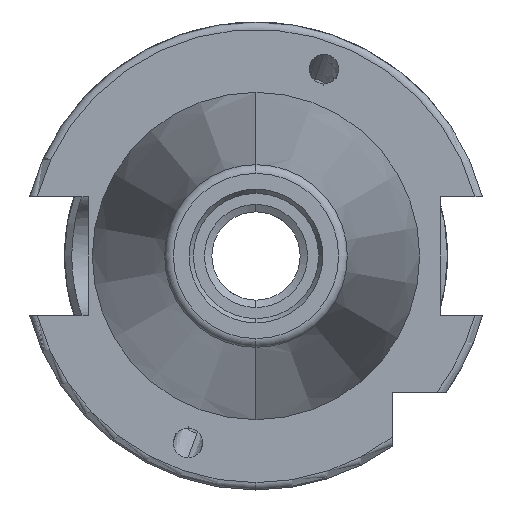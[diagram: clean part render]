
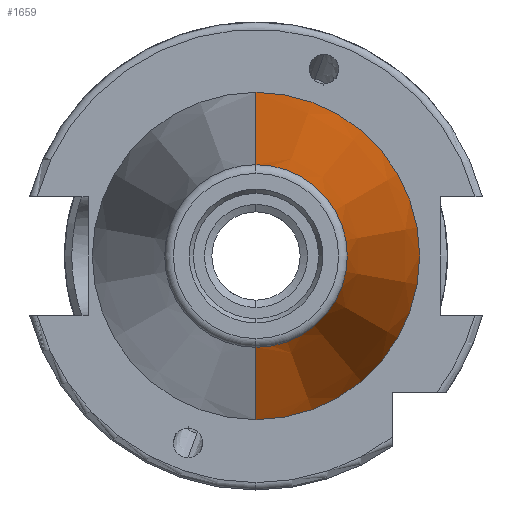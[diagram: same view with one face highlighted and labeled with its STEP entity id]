
A CAD part, left-side view. The second image highlights one B-rep face of the part: STEP entity #1659.
In plain terms, the highlighted conical face has half-angle 8.297 degrees and reference radius 22.225 mm.
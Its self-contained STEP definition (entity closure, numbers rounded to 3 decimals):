
#1533 = ORIENTED_EDGE ( 'NONE', *, *, #1594, .T. ) ;
#1588 = EDGE_CURVE ( 'NONE', #1713, #1670, #3540, .T. ) ;
#1591 = ORIENTED_EDGE ( 'NONE', *, *, #1592, .F. ) ;
#1592 = EDGE_CURVE ( 'NONE', #1664, #1670, #3597, .T. ) ;
#1594 = EDGE_CURVE ( 'NONE', #1663, #1713, #3596, .T. ) ;
#1595 = ORIENTED_EDGE ( 'NONE', *, *, #1588, .T. ) ;
#1659 = ADVANCED_FACE ( 'NONE', ( #3789 ), #3788, .T. ) ;
#1662 = EDGE_CURVE ( 'NONE', #1663, #1664, #3782, .T. ) ;
#1663 = VERTEX_POINT ( 'NONE', #3777 ) ;
#1664 = VERTEX_POINT ( 'NONE', #3776 ) ;
#1666 = EDGE_LOOP ( 'NONE', ( #1711, #1533, #1595, #1591 ) ) ;
#1670 = VERTEX_POINT ( 'NONE', #3825 ) ;
#1711 = ORIENTED_EDGE ( 'NONE', *, *, #1662, .F. ) ;
#1713 = VERTEX_POINT ( 'NONE', #3943 ) ;
#3264 = DIRECTION ( 'NONE',  ( -1., 0., 0. ) ) ;
#3267 = DIRECTION ( 'NONE',  ( 0., 0., -1. ) ) ;
#3538 = CARTESIAN_POINT ( 'NONE',  ( 0., 0., 0. ) ) ;
#3539 = AXIS2_PLACEMENT_3D ( 'NONE', #3538, #3264, #3267 ) ;
#3540 = CIRCLE ( 'NONE', #3539, 22.225 ) ;
#3593 = DIRECTION ( 'NONE',  ( 0.99, 0., -0.144 ) ) ;
#3594 = VECTOR ( 'NONE', #3593, 1000. ) ;
#3595 = CARTESIAN_POINT ( 'NONE',  ( 0., 0., -22.225 ) ) ;
#3596 = LINE ( 'NONE', #3595, #3594 ) ;
#3597 = LINE ( 'NONE', #3600, #3598 ) ;
#3598 = VECTOR ( 'NONE', #3599, 1000. ) ;
#3599 = DIRECTION ( 'NONE',  ( 0.99, 0., 0.144 ) ) ;
#3600 = CARTESIAN_POINT ( 'NONE',  ( 0., 0., 22.225 ) ) ;
#3776 = CARTESIAN_POINT ( 'NONE',  ( -67.373, 0., 12.4 ) ) ;
#3777 = CARTESIAN_POINT ( 'NONE',  ( -67.373, 0., -12.4 ) ) ;
#3778 = DIRECTION ( 'NONE',  ( 0., 0., -1. ) ) ;
#3779 = DIRECTION ( 'NONE',  ( -1., 0., 0. ) ) ;
#3780 = CARTESIAN_POINT ( 'NONE',  ( -67.373, 0., 0. ) ) ;
#3781 = AXIS2_PLACEMENT_3D ( 'NONE', #3780, #3779, #3778 ) ;
#3782 = CIRCLE ( 'NONE', #3781, 12.4 ) ;
#3783 = DIRECTION ( 'NONE',  ( 0., 0., 1. ) ) ;
#3784 = DIRECTION ( 'NONE',  ( 1., 0., 0. ) ) ;
#3785 = CARTESIAN_POINT ( 'NONE',  ( 0., 0., 0. ) ) ;
#3786 = AXIS2_PLACEMENT_3D ( 'NONE', #3785, #3784, #3783 ) ;
#3788 = CONICAL_SURFACE ( 'NONE', #3786, 22.225, 0.145 ) ;
#3789 = FACE_OUTER_BOUND ( 'NONE', #1666, .T. ) ;
#3825 = CARTESIAN_POINT ( 'NONE',  ( 0., 0., 22.225 ) ) ;
#3943 = CARTESIAN_POINT ( 'NONE',  ( 0., 0., -22.225 ) ) ;
